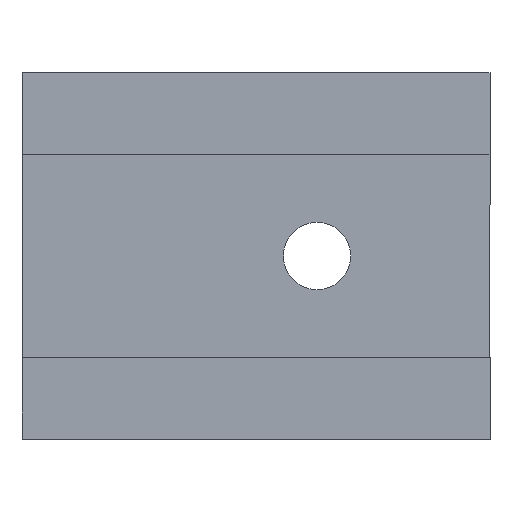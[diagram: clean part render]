
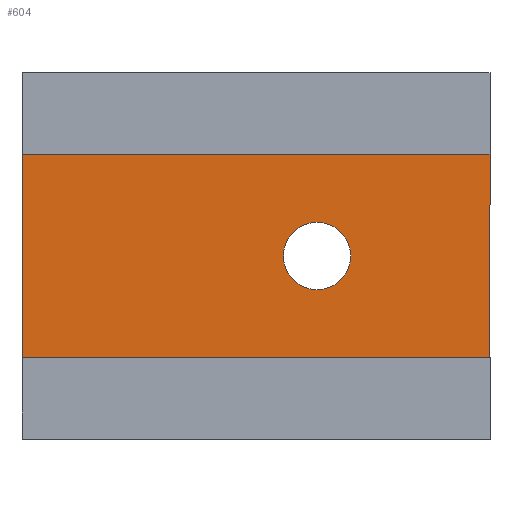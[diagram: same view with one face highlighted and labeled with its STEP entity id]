
A CAD part, front view. The second image highlights one B-rep face of the part: STEP entity #604.
In plain terms, the highlighted planar face has unit normal (0, -1, 0).
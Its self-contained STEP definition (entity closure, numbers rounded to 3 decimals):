
#9 = LINE ( 'NONE', #328, #518 ) ;
#18 = VERTEX_POINT ( 'NONE', #367 ) ;
#22 = EDGE_LOOP ( 'NONE', ( #173, #300, #490, #665 ) ) ;
#24 = ORIENTED_EDGE ( 'NONE', *, *, #143, .T. ) ;
#63 = DIRECTION ( 'NONE',  ( 1., 0., 0. ) ) ;
#81 = CARTESIAN_POINT ( 'NONE',  ( -11.5, 0., -5. ) ) ;
#96 = VECTOR ( 'NONE', #63, 1000. ) ;
#121 = PLANE ( 'NONE',  #486 ) ;
#124 = VECTOR ( 'NONE', #284, 1000. ) ;
#131 = VERTEX_POINT ( 'NONE', #252 ) ;
#142 = CARTESIAN_POINT ( 'NONE',  ( 11.5, 0., -9. ) ) ;
#143 = EDGE_CURVE ( 'NONE', #18, #131, #155, .T. ) ;
#155 = CIRCLE ( 'NONE', #164, 1.65 ) ;
#164 = AXIS2_PLACEMENT_3D ( 'NONE', #611, #564, #207 ) ;
#173 = ORIENTED_EDGE ( 'NONE', *, *, #394, .F. ) ;
#181 = CARTESIAN_POINT ( 'NONE',  ( -11.5, 0., -5. ) ) ;
#192 = VERTEX_POINT ( 'NONE', #194 ) ;
#194 = CARTESIAN_POINT ( 'NONE',  ( -11.5, 0., 5. ) ) ;
#201 = VERTEX_POINT ( 'NONE', #360 ) ;
#207 = DIRECTION ( 'NONE',  ( 0., 0., 1. ) ) ;
#213 = FACE_BOUND ( 'NONE', #404, .T. ) ;
#216 = ORIENTED_EDGE ( 'NONE', *, *, #423, .T. ) ;
#224 = DIRECTION ( 'NONE',  ( 0., 0., 1. ) ) ;
#252 = CARTESIAN_POINT ( 'NONE',  ( 3., 0., 1.65 ) ) ;
#276 = LINE ( 'NONE', #532, #96 ) ;
#284 = DIRECTION ( 'NONE',  ( 1., 0., 0. ) ) ;
#300 = ORIENTED_EDGE ( 'NONE', *, *, #583, .F. ) ;
#318 = CARTESIAN_POINT ( 'NONE',  ( 0., 0., 0. ) ) ;
#328 = CARTESIAN_POINT ( 'NONE',  ( -11.5, 0., -9. ) ) ;
#352 = VERTEX_POINT ( 'NONE', #376 ) ;
#360 = CARTESIAN_POINT ( 'NONE',  ( 11.5, 0., -5. ) ) ;
#367 = CARTESIAN_POINT ( 'NONE',  ( 3., 0., -1.65 ) ) ;
#371 = VERTEX_POINT ( 'NONE', #181 ) ;
#376 = CARTESIAN_POINT ( 'NONE',  ( 11.5, 0., 5. ) ) ;
#384 = DIRECTION ( 'NONE',  ( 0., 0., 1. ) ) ;
#390 = VECTOR ( 'NONE', #540, 1000. ) ;
#394 = EDGE_CURVE ( 'NONE', #352, #201, #592, .T. ) ;
#404 = EDGE_LOOP ( 'NONE', ( #216, #24 ) ) ;
#423 = EDGE_CURVE ( 'NONE', #131, #18, #543, .T. ) ;
#441 = DIRECTION ( 'NONE',  ( 0., 0., 1. ) ) ;
#442 = DIRECTION ( 'NONE',  ( 0., 1., 0. ) ) ;
#486 = AXIS2_PLACEMENT_3D ( 'NONE', #318, #527, #441 ) ;
#490 = ORIENTED_EDGE ( 'NONE', *, *, #524, .F. ) ;
#496 = LINE ( 'NONE', #81, #124 ) ;
#518 = VECTOR ( 'NONE', #224, 1000. ) ;
#524 = EDGE_CURVE ( 'NONE', #371, #192, #9, .T. ) ;
#527 = DIRECTION ( 'NONE',  ( 0., 1., 0. ) ) ;
#532 = CARTESIAN_POINT ( 'NONE',  ( -11.5, 0., 5. ) ) ;
#540 = DIRECTION ( 'NONE',  ( 0., 0., -1. ) ) ;
#543 = CIRCLE ( 'NONE', #567, 1.65 ) ;
#547 = CARTESIAN_POINT ( 'NONE',  ( 3., 0., 0. ) ) ;
#564 = DIRECTION ( 'NONE',  ( 0., 1., 0. ) ) ;
#567 = AXIS2_PLACEMENT_3D ( 'NONE', #547, #442, #384 ) ;
#582 = FACE_OUTER_BOUND ( 'NONE', #22, .T. ) ;
#583 = EDGE_CURVE ( 'NONE', #192, #352, #276, .T. ) ;
#592 = LINE ( 'NONE', #142, #390 ) ;
#604 = ADVANCED_FACE ( 'NONE', ( #213, #582 ), #121, .F. ) ;
#611 = CARTESIAN_POINT ( 'NONE',  ( 3., 0., 0. ) ) ;
#665 = ORIENTED_EDGE ( 'NONE', *, *, #670, .T. ) ;
#670 = EDGE_CURVE ( 'NONE', #371, #201, #496, .T. ) ;
